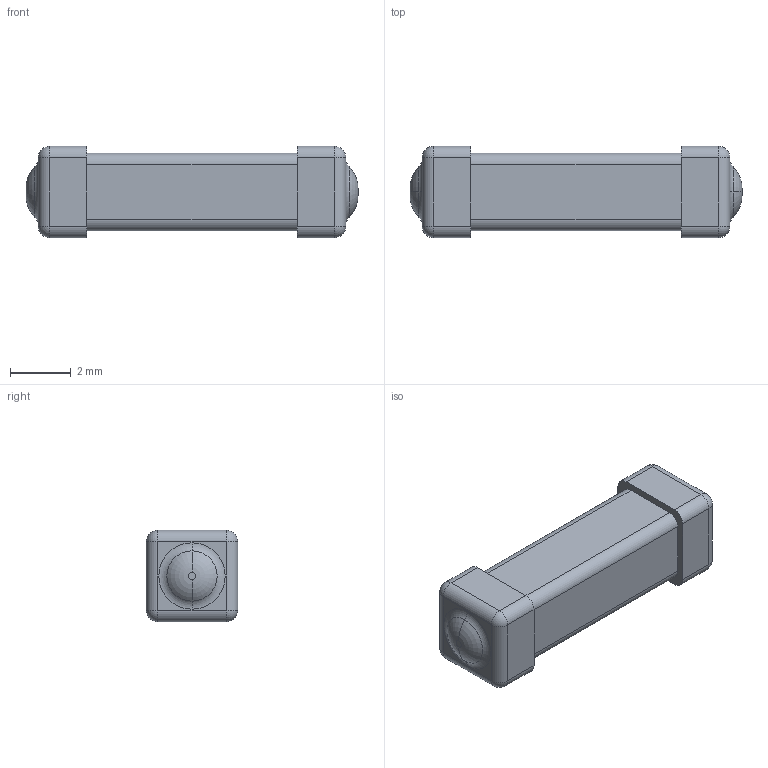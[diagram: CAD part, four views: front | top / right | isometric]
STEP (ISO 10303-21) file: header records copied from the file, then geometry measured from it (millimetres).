
FILE_DESCRIPTION (( 'STEP AP214' ), '1' );
FILE_NAME ('A7C6BF23-77E0-4E70-BF75-165F56CC460A.STEP', '2025-01-25T15:45:56', ( '' ), ( '' ), 'SwSTEP 2.0', 'SolidWorks 2022', '' );
FILE_SCHEMA (( 'AUTOMOTIVE_DESIGN' ));
Length unit declared in the file: millimetre
Products named in the file (1): A7C6BF23-77E0-4E70-BF75-165F56CC460A
Bounding box: 10.9 x 3 x 3 mm (x, y, z)
Volume: 72.7 mm3; surface area: 122 mm2
Topology: 1 solids, 1 shells, 54 faces, 124 edges, 68 vertices
Faces by surface type: cylinder 20, plane 18, torus 8, sphere 8
Entity records: 1578 total; most frequent: DIRECTION 286, CARTESIAN_POINT 239, ORIENTED_EDGE 232, EDGE_CURVE 116, AXIS2_PLACEMENT_3D 115, VERTEX_POINT 68, CIRCLE 60, EDGE_LOOP 58
